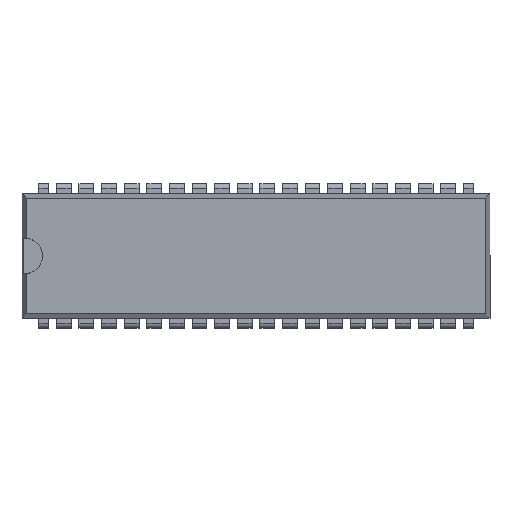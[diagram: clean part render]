
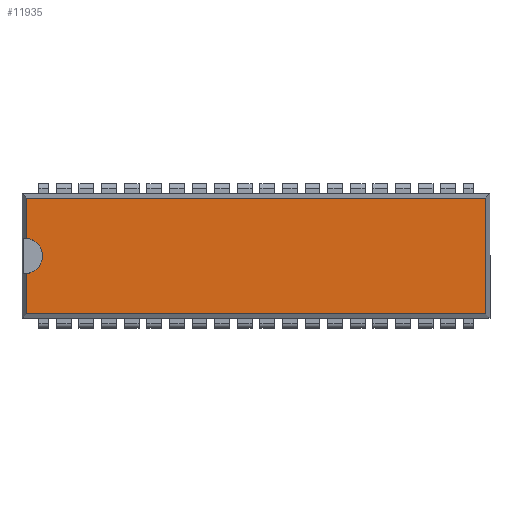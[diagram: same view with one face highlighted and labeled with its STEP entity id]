
A CAD part, top view. The second image highlights one B-rep face of the part: STEP entity #11935.
In plain terms, the highlighted planar face has unit normal (0, 0, 1).
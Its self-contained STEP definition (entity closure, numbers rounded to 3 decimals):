
#180=LINE('',#17036,#1730);
#181=LINE('',#17038,#1731);
#182=LINE('',#17040,#1732);
#183=LINE('',#17042,#1733);
#184=LINE('',#17043,#1734);
#1730=VECTOR('',#13684,10.);
#1731=VECTOR('',#13685,10.);
#1732=VECTOR('',#13686,10.);
#1733=VECTOR('',#13687,10.);
#1734=VECTOR('',#13688,10.);
#3280=PLANE('',#12770);
#3936=FACE_OUTER_BOUND('',#4672,.T.);
#4672=EDGE_LOOP('',(#8430,#8431,#8432,#8433,#8434,#8435));
#5407=CIRCLE('',#12768,1.996);
#5571=VERTEX_POINT('',#17025);
#5573=VERTEX_POINT('',#17029);
#5574=VERTEX_POINT('',#17035);
#5575=VERTEX_POINT('',#17037);
#5576=VERTEX_POINT('',#17039);
#5577=VERTEX_POINT('',#17041);
#6713=EDGE_CURVE('',#5571,#5573,#5407,.T.);
#6715=EDGE_CURVE('',#5574,#5573,#180,.T.);
#6716=EDGE_CURVE('',#5575,#5574,#181,.T.);
#6717=EDGE_CURVE('',#5576,#5575,#182,.T.);
#6718=EDGE_CURVE('',#5577,#5576,#183,.T.);
#6719=EDGE_CURVE('',#5571,#5577,#184,.T.);
#8430=ORIENTED_EDGE('',*,*,#6713,.T.);
#8431=ORIENTED_EDGE('',*,*,#6715,.F.);
#8432=ORIENTED_EDGE('',*,*,#6716,.F.);
#8433=ORIENTED_EDGE('',*,*,#6717,.F.);
#8434=ORIENTED_EDGE('',*,*,#6718,.F.);
#8435=ORIENTED_EDGE('',*,*,#6719,.F.);
#11935=ADVANCED_FACE('',(#3936),#3280,.T.);
#12768=AXIS2_PLACEMENT_3D('',#17031,#13677,#13678);
#12770=AXIS2_PLACEMENT_3D('',#17034,#13682,#13683);
#13677=DIRECTION('center_axis',(0.,0.,-1.));
#13678=DIRECTION('ref_axis',(1.,0.,0.));
#13682=DIRECTION('center_axis',(0.,0.,1.));
#13683=DIRECTION('ref_axis',(1.,0.,0.));
#13684=DIRECTION('',(1.,0.,0.));
#13685=DIRECTION('',(0.,1.,0.));
#13686=DIRECTION('',(-1.,0.,0.));
#13687=DIRECTION('',(0.,-1.,0.));
#13688=DIRECTION('',(1.,0.,0.));
#17025=CARTESIAN_POINT('',(1.987,25.806,4.826));
#17029=CARTESIAN_POINT('',(-1.987,25.806,4.826));
#17031=CARTESIAN_POINT('Origin',(0.,25.989,4.826));
#17034=CARTESIAN_POINT('Origin',(0.,0.,4.826));
#17035=CARTESIAN_POINT('',(-6.502,25.806,4.826));
#17036=CARTESIAN_POINT('',(3.493,25.806,4.826));
#17037=CARTESIAN_POINT('',(-6.502,-25.806,4.826));
#17038=CARTESIAN_POINT('',(-6.502,13.145,4.826));
#17039=CARTESIAN_POINT('',(6.502,-25.806,4.826));
#17040=CARTESIAN_POINT('',(-3.493,-25.806,4.826));
#17041=CARTESIAN_POINT('',(6.502,25.806,4.826));
#17042=CARTESIAN_POINT('',(6.502,-13.145,4.826));
#17043=CARTESIAN_POINT('',(3.493,25.806,4.826));
